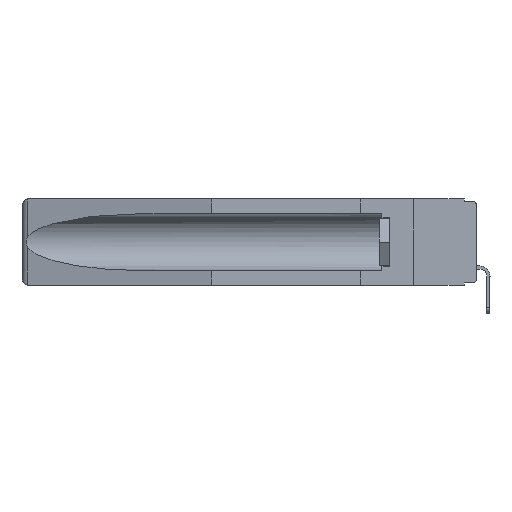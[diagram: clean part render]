
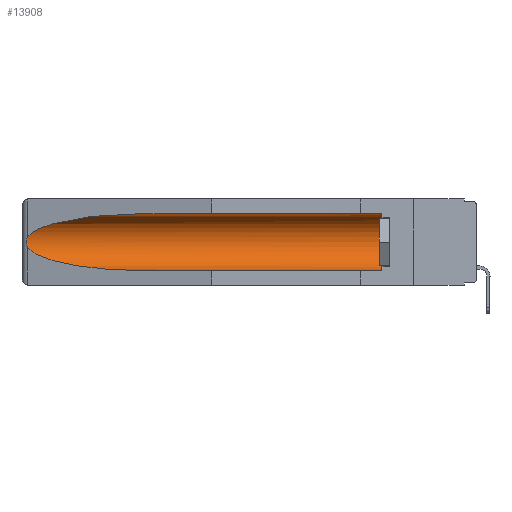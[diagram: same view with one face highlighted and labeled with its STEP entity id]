
A CAD part, left-side view. The second image highlights one B-rep face of the part: STEP entity #13908.
In plain terms, the highlighted cylindrical face has radius 2.857 mm (diameter 5.715 mm), a partial arc.
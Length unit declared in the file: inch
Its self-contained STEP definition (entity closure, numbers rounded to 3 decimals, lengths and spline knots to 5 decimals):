
#162 = EDGE_CURVE ( 'NONE', #17087, #14363, #7704, .T. ) ;
#400 = CARTESIAN_POINT ( 'NONE',  ( 0.155, 0.126, -0.1715 ) ) ;
#468 = CARTESIAN_POINT ( 'NONE',  ( 0.155, -0.30754, -0.1715 ) ) ;
#761 = CARTESIAN_POINT ( 'NONE',  ( 0.155, 1.07973, -0.059 ) ) ;
#908 = EDGE_CURVE ( 'NONE', #1459, #15048, #7536, .T. ) ;
#985 = EDGE_CURVE ( 'NONE', #17087, #9847, #4984, .T. ) ;
#1130 = VECTOR ( 'NONE', #3678, 39.37008 ) ;
#1235 = CARTESIAN_POINT ( 'NONE',  ( 0.155, 0.126, -0.284 ) ) ;
#1237 = ORIENTED_EDGE ( 'NONE', *, *, #13376, .T. ) ;
#1459 = VERTEX_POINT ( 'NONE', #1716 ) ;
#1716 = CARTESIAN_POINT ( 'NONE',  ( 0.26537, 1.52718, -0.14972 ) ) ;
#1798 = CARTESIAN_POINT ( 'NONE',  ( 0.21114, 1.30732, -0.284 ) ) ;
#1936 = EDGE_CURVE ( 'NONE', #14363, #2544, #7061, .T. ) ;
#2166 = ORIENTED_EDGE ( 'NONE', *, *, #4985, .T. ) ;
#2274 = CARTESIAN_POINT ( 'NONE',  ( 0.2673, 1.53269, -0.17917 ) ) ;
#2544 = VERTEX_POINT ( 'NONE', #5238 ) ;
#2751 = DIRECTION ( 'NONE',  ( 0., -1., 0. ) ) ;
#3678 = DIRECTION ( 'NONE',  ( 0., 1., 0. ) ) ;
#4028 = CARTESIAN_POINT ( 'NONE',  ( 0.2673, 1.5327, -0.16383 ) ) ;
#4609 = CARTESIAN_POINT ( 'NONE',  ( 0.155, 0.126, -0.059 ) ) ;
#4864 = AXIS2_PLACEMENT_3D ( 'NONE', #400, #2751, #6894 ) ;
#4984 = LINE ( 'NONE', #15673, #1130 ) ;
#4985 = EDGE_CURVE ( 'NONE', #2544, #1459, #9362, .T. ) ;
#5238 = CARTESIAN_POINT ( 'NONE',  ( 0.155, 1.07973, -0.059 ) ) ;
#6017 = CARTESIAN_POINT ( 'NONE',  ( 0.26537, 1.52718, -0.14972 ) ) ;
#6053 = DIRECTION ( 'NONE',  ( 0., 1., 0. ) ) ;
#6305 = EDGE_LOOP ( 'NONE', ( #2166, #11867, #1237, #15709, #15029, #7479 ) ) ;
#6501 = CARTESIAN_POINT ( 'NONE',  ( 0.26537, 1.52718, -0.19328 ) ) ;
#6894 = DIRECTION ( 'NONE',  ( 0., 0., 1. ) ) ;
#6901 = CARTESIAN_POINT ( 'NONE',  ( 0.25451, 1.48313, -0.24835 ) ) ;
#7061 = LINE ( 'NONE', #15326, #12917 ) ;
#7159 = CARTESIAN_POINT ( 'NONE',  ( 0.155, 1.07973, -0.284 ) ) ;
#7479 = ORIENTED_EDGE ( 'NONE', *, *, #1936, .T. ) ;
#7488 = DIRECTION ( 'NONE',  ( 0., 1., 0. ) ) ;
#7536 = B_SPLINE_CURVE_WITH_KNOTS ( 'NONE', 3,
 ( #17170, #7741, #9125, #4028, #13210, #14261, #2274, #15844, #11725, #6501 ),
 .UNSPECIFIED., .F., .F.,
 ( 4, 2, 2, 2, 4 ),
 ( 0., 0.00029, 0.00058, 0.00087, 0.00117 ),
 .UNSPECIFIED. ) ;
#7675 = CARTESIAN_POINT ( 'NONE',  ( 0.155, 1.07973, -0.284 ) ) ;
#7686 = AXIS2_PLACEMENT_3D ( 'NONE', #468, #7488, #11469 ) ;
#7704 = CIRCLE ( 'NONE', #4864, 0.1125 ) ;
#7741 = CARTESIAN_POINT ( 'NONE',  ( 0.26597, 1.52961, -0.15275 ) ) ;
#8798 = FACE_OUTER_BOUND ( 'NONE', #6305, .T. ) ;
#9125 = CARTESIAN_POINT ( 'NONE',  ( 0.26654, 1.53092, -0.15636 ) ) ;
#9362 =( BOUNDED_CURVE ( )  B_SPLINE_CURVE ( 3, ( #761, #13964, #14971, #6017 ),
 .UNSPECIFIED., .F., .F. ) 
 B_SPLINE_CURVE_WITH_KNOTS ( ( 4, 4 ),
 ( 4.71239, 6.08839 ),
 .UNSPECIFIED. ) 
 CURVE ( )  GEOMETRIC_REPRESENTATION_ITEM ( )  RATIONAL_B_SPLINE_CURVE ( ( 1., 0.848, 0.848, 1. ) ) 
 REPRESENTATION_ITEM ( '' )  );
#9847 = VERTEX_POINT ( 'NONE', #7675 ) ;
#11469 = DIRECTION ( 'NONE',  ( 0., 0., 1. ) ) ;
#11725 = CARTESIAN_POINT ( 'NONE',  ( 0.26597, 1.5296, -0.19026 ) ) ;
#11867 = ORIENTED_EDGE ( 'NONE', *, *, #908, .T. ) ;
#12614 = CYLINDRICAL_SURFACE ( 'NONE', #7686, 0.1125 ) ;
#12917 = VECTOR ( 'NONE', #6053, 39.37008 ) ;
#13210 = CARTESIAN_POINT ( 'NONE',  ( 0.2675, 1.53308, -0.16763 ) ) ;
#13376 = EDGE_CURVE ( 'NONE', #15048, #9847, #17215, .T. ) ;
#13908 = ADVANCED_FACE ( 'NONE', ( #8798 ), #12614, .F. ) ;
#13964 = CARTESIAN_POINT ( 'NONE',  ( 0.21114, 1.30732, -0.059 ) ) ;
#14261 = CARTESIAN_POINT ( 'NONE',  ( 0.2675, 1.53308, -0.17534 ) ) ;
#14363 = VERTEX_POINT ( 'NONE', #4609 ) ;
#14914 = CARTESIAN_POINT ( 'NONE',  ( 0.26537, 1.52718, -0.19328 ) ) ;
#14971 = CARTESIAN_POINT ( 'NONE',  ( 0.25451, 1.48313, -0.09465 ) ) ;
#15013 = CARTESIAN_POINT ( 'NONE',  ( 0.26537, 1.52718, -0.19328 ) ) ;
#15029 = ORIENTED_EDGE ( 'NONE', *, *, #162, .T. ) ;
#15048 = VERTEX_POINT ( 'NONE', #14914 ) ;
#15326 = CARTESIAN_POINT ( 'NONE',  ( 0.155, -0.30754, -0.059 ) ) ;
#15673 = CARTESIAN_POINT ( 'NONE',  ( 0.155, -0.30754, -0.284 ) ) ;
#15709 = ORIENTED_EDGE ( 'NONE', *, *, #985, .F. ) ;
#15844 = CARTESIAN_POINT ( 'NONE',  ( 0.26655, 1.53094, -0.18657 ) ) ;
#17087 = VERTEX_POINT ( 'NONE', #1235 ) ;
#17170 = CARTESIAN_POINT ( 'NONE',  ( 0.26537, 1.52718, -0.14972 ) ) ;
#17215 =( BOUNDED_CURVE ( )  B_SPLINE_CURVE ( 3, ( #15013, #6901, #1798, #7159 ),
 .UNSPECIFIED., .F., .F. ) 
 B_SPLINE_CURVE_WITH_KNOTS ( ( 4, 4 ),
 ( 0.1948, 1.5708 ),
 .UNSPECIFIED. ) 
 CURVE ( )  GEOMETRIC_REPRESENTATION_ITEM ( )  RATIONAL_B_SPLINE_CURVE ( ( 1., 0.848, 0.848, 1. ) ) 
 REPRESENTATION_ITEM ( '' )  );
